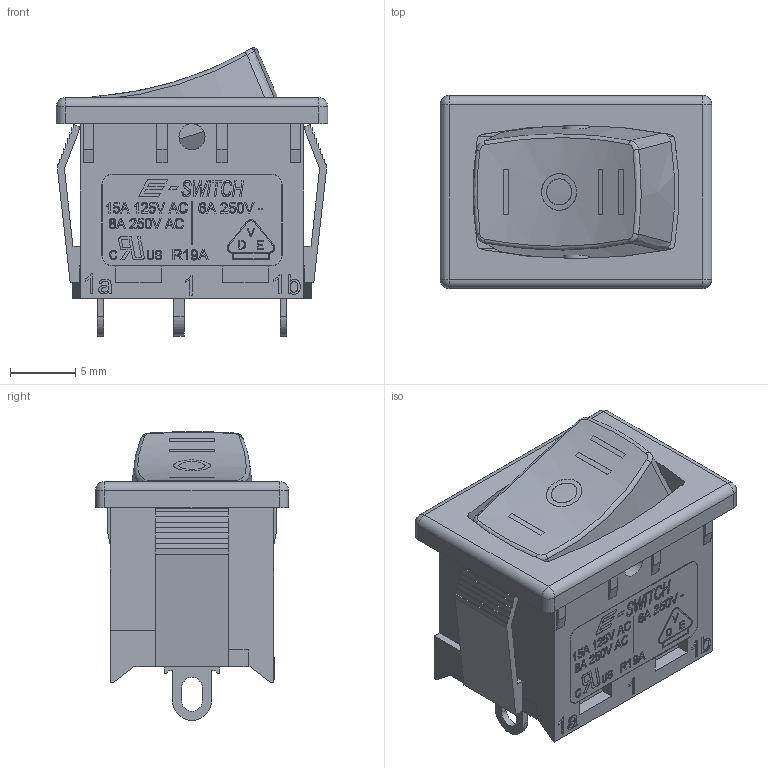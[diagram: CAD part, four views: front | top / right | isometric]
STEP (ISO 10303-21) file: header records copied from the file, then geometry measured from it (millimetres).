
FILE_DESCRIPTION(/* description */ (''),/* implementation_level */ '2;1');
FILE_NAME(/* name */ 'R1966DxxxxxxBS.stp',/* time_stamp */ '2025-05-29T16:24:46-05:00',/* author */ ('mroman'),/* organization */ (''),/* preprocessor_version */ 'ST-DEVELOPER v18.1',/* originating_system */ 'Autodesk Inventor 2022',/* authorisation */ '');
FILE_SCHEMA (('AUTOMOTIVE_DESIGN { 1 0 10303 214 3 1 1 }'));
Length unit declared in the file: centimetre
Products named in the file (1): R1966DxxxxxxBS
Bounding box: 20.8 x 14.8 x 22.13 mm (x, y, z)
Volume: 1750.7 mm3; surface area: 3353.3 mm2
Topology: 1 solids, 1 shells, 990 faces, 2703 edges, 1793 vertices
Faces by surface type: plane 625, bspline 291, cylinder 62, cone 8, sphere 4
Full cylindrical faces by diameter (mm): 2 x2
Entity records: 34841 total; most frequent: CARTESIAN_POINT 11645, ORIENTED_EDGE 5398, DIRECTION 3638, EDGE_CURVE 2699, LINE 1910, VECTOR 1910, VERTEX_POINT 1793, EDGE_LOOP 1088
